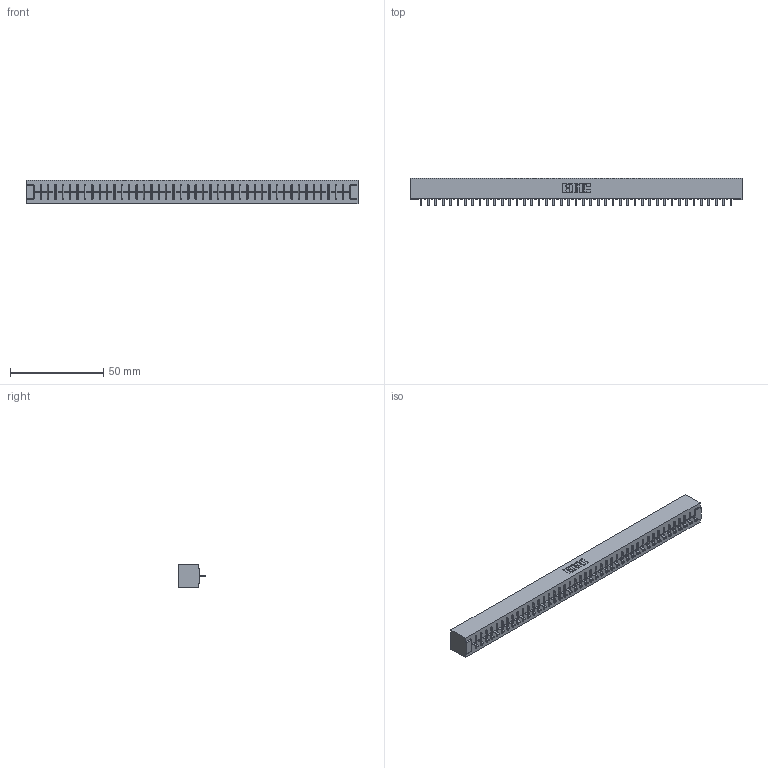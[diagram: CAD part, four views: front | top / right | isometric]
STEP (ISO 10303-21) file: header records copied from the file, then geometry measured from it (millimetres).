
FILE_DESCRIPTION (( 'STEP AP203' ), '1' );
FILE_NAME ('316-043-421-101.STEP', '2020-09-23T08:05:41', ( '' ), ( '' ), 'SwSTEP 2.0', 'SolidWorks 2020', '' );
FILE_SCHEMA (( 'CONFIG_CONTROL_DESIGN' ));
Length unit declared in the file: inch
Products named in the file (3): 306 Part_No Mounting; 306-290-001_121; 316-043-421-101
Assembly tree (44 placements, depth 2):
  316-043-421-101
    306 Part_No Mounting
    306-290-001_121  x43
Bounding box: 178.26 x 14.88 x 12.7 mm (x, y, z)
Volume: 20255.2 mm3; surface area: 20615.8 mm2
Topology: 44 solids, 44 shells, 3118 faces, 8763 edges, 5610 vertices
Faces by surface type: plane 2085, cylinder 861, sphere 172
Entity records: 39648 total; most frequent: CARTESIAN_POINT 6656, ORIENTED_EDGE 6598, DIRECTION 6563, EDGE_CURVE 3299, LINE 2585, VECTOR 2585, VERTEX_POINT 2082, AXIS2_PLACEMENT_3D 1989
